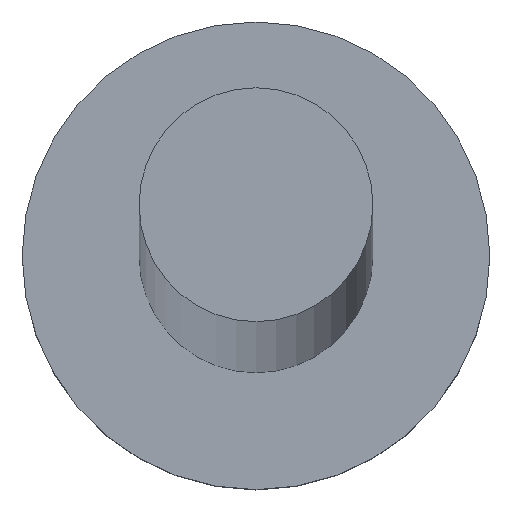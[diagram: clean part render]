
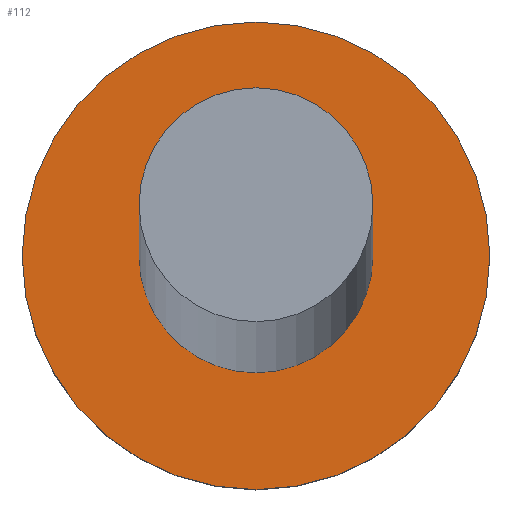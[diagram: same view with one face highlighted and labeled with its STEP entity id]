
A CAD part, top view. The second image highlights one B-rep face of the part: STEP entity #112.
In plain terms, the highlighted planar face has unit normal (0, 0, 1).
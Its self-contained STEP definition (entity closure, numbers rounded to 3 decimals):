
#4 = AXIS2_PLACEMENT_3D ( 'NONE', #205, #66, #158 ) ;
#6 = ORIENTED_EDGE ( 'NONE', *, *, #169, .F. ) ;
#11 = CARTESIAN_POINT ( 'NONE',  ( 2.5, 0., 2. ) ) ;
#21 = CARTESIAN_POINT ( 'NONE',  ( -2.5, 0., 2. ) ) ;
#23 = ORIENTED_EDGE ( 'NONE', *, *, #43, .T. ) ;
#28 = CARTESIAN_POINT ( 'NONE',  ( 1.25, 0., 2. ) ) ;
#40 = EDGE_CURVE ( 'NONE', #148, #254, #64, .T. ) ;
#43 = EDGE_CURVE ( 'NONE', #254, #148, #115, .T. ) ;
#45 = CIRCLE ( 'NONE', #173, 1.25 ) ;
#56 = DIRECTION ( 'NONE',  ( 1., 0., 0. ) ) ;
#64 = CIRCLE ( 'NONE', #120, 2.5 ) ;
#66 = DIRECTION ( 'NONE',  ( 0., 0., 1. ) ) ;
#67 = VERTEX_POINT ( 'NONE', #28 ) ;
#69 = DIRECTION ( 'NONE',  ( 1., 0., 0. ) ) ;
#74 = DIRECTION ( 'NONE',  ( 0., 0., 1. ) ) ;
#85 = FACE_BOUND ( 'NONE', #175, .T. ) ;
#87 = DIRECTION ( 'NONE',  ( 0., 0., 1. ) ) ;
#88 = ORIENTED_EDGE ( 'NONE', *, *, #40, .T. ) ;
#98 = DIRECTION ( 'NONE',  ( 0., 0., 1. ) ) ;
#112 = ADVANCED_FACE ( 'NONE', ( #85, #208 ), #162, .T. ) ;
#115 = CIRCLE ( 'NONE', #127, 2.5 ) ;
#120 = AXIS2_PLACEMENT_3D ( 'NONE', #147, #74, #56 ) ;
#122 = ORIENTED_EDGE ( 'NONE', *, *, #128, .F. ) ;
#127 = AXIS2_PLACEMENT_3D ( 'NONE', #132, #98, #220 ) ;
#128 = EDGE_CURVE ( 'NONE', #160, #67, #45, .T. ) ;
#132 = CARTESIAN_POINT ( 'NONE',  ( 0., 0., 2. ) ) ;
#140 = CIRCLE ( 'NONE', #234, 1.25 ) ;
#147 = CARTESIAN_POINT ( 'NONE',  ( 0., 0., 2. ) ) ;
#148 = VERTEX_POINT ( 'NONE', #11 ) ;
#152 = EDGE_LOOP ( 'NONE', ( #23, #88 ) ) ;
#158 = DIRECTION ( 'NONE',  ( 1., 0., 0. ) ) ;
#160 = VERTEX_POINT ( 'NONE', #186 ) ;
#162 = PLANE ( 'NONE',  #4 ) ;
#164 = CARTESIAN_POINT ( 'NONE',  ( 0., 0., 2. ) ) ;
#169 = EDGE_CURVE ( 'NONE', #67, #160, #140, .T. ) ;
#173 = AXIS2_PLACEMENT_3D ( 'NONE', #244, #87, #245 ) ;
#175 = EDGE_LOOP ( 'NONE', ( #122, #6 ) ) ;
#186 = CARTESIAN_POINT ( 'NONE',  ( -1.25, 0., 2. ) ) ;
#205 = CARTESIAN_POINT ( 'NONE',  ( 0., 0., 2. ) ) ;
#208 = FACE_OUTER_BOUND ( 'NONE', #152, .T. ) ;
#220 = DIRECTION ( 'NONE',  ( 1., 0., 0. ) ) ;
#234 = AXIS2_PLACEMENT_3D ( 'NONE', #164, #243, #69 ) ;
#243 = DIRECTION ( 'NONE',  ( 0., 0., 1. ) ) ;
#244 = CARTESIAN_POINT ( 'NONE',  ( 0., 0., 2. ) ) ;
#245 = DIRECTION ( 'NONE',  ( 1., 0., 0. ) ) ;
#254 = VERTEX_POINT ( 'NONE', #21 ) ;
